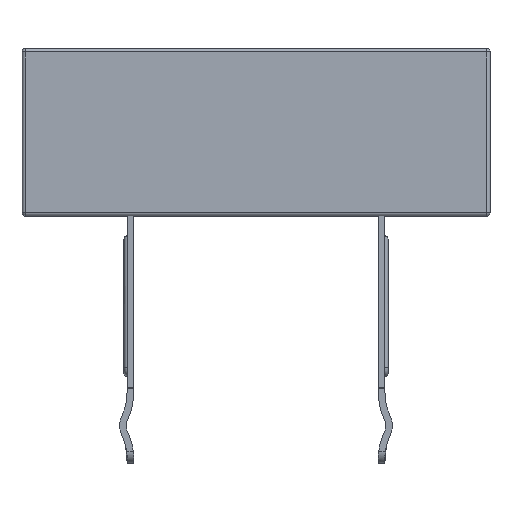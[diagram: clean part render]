
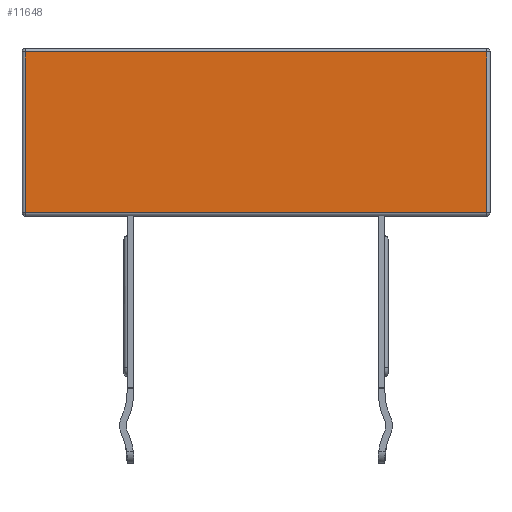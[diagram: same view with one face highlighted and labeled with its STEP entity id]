
A CAD part, top view. The second image highlights one B-rep face of the part: STEP entity #11648.
In plain terms, the highlighted planar face has unit normal (0, 0, 1).
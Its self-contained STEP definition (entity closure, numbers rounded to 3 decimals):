
#498 = ORIENTED_EDGE ( 'NONE', *, *, #21398, .T. ) ;
#985 = CARTESIAN_POINT ( 'NONE',  ( 13.8, 9.8, 5. ) ) ;
#3171 = PLANE ( 'NONE',  #10457 ) ;
#3669 = VERTEX_POINT ( 'NONE', #985 ) ;
#3976 = VERTEX_POINT ( 'NONE', #8687 ) ;
#4307 = EDGE_CURVE ( 'NONE', #3976, #3669, #6645, .T. ) ;
#4778 = CARTESIAN_POINT ( 'NONE',  ( -14., 10., 5. ) ) ;
#5445 = ORIENTED_EDGE ( 'NONE', *, *, #4307, .T. ) ;
#6645 = LINE ( 'NONE', #8620, #22612 ) ;
#6720 = DIRECTION ( 'NONE',  ( 0., -1., 0. ) ) ;
#6812 = CARTESIAN_POINT ( 'NONE',  ( -13.8, 0.2, 5. ) ) ;
#6906 = ORIENTED_EDGE ( 'NONE', *, *, #17374, .T. ) ;
#7026 = ORIENTED_EDGE ( 'NONE', *, *, #8898, .T. ) ;
#7220 = VERTEX_POINT ( 'NONE', #6812 ) ;
#7761 = CARTESIAN_POINT ( 'NONE',  ( -14., 9.8, 5. ) ) ;
#8620 = CARTESIAN_POINT ( 'NONE',  ( 13.8, 10., 5. ) ) ;
#8687 = CARTESIAN_POINT ( 'NONE',  ( 13.8, 0.2, 5. ) ) ;
#8749 = VERTEX_POINT ( 'NONE', #8951 ) ;
#8898 = EDGE_CURVE ( 'NONE', #3669, #8749, #20332, .T. ) ;
#8919 = LINE ( 'NONE', #19086, #18704 ) ;
#8951 = CARTESIAN_POINT ( 'NONE',  ( -13.8, 9.8, 5. ) ) ;
#9142 = EDGE_LOOP ( 'NONE', ( #6906, #498, #5445, #7026 ) ) ;
#10072 = FACE_OUTER_BOUND ( 'NONE', #9142, .T. ) ;
#10457 = AXIS2_PLACEMENT_3D ( 'NONE', #4778, #11795, #13522 ) ;
#10493 = CARTESIAN_POINT ( 'NONE',  ( -14., 0.2, 5. ) ) ;
#10801 = VECTOR ( 'NONE', #14801, 1000. ) ;
#11648 = ADVANCED_FACE ( 'NONE', ( #10072 ), #3171, .F. ) ;
#11795 = DIRECTION ( 'NONE',  ( 0., 0., -1. ) ) ;
#13522 = DIRECTION ( 'NONE',  ( -1., 0., 0. ) ) ;
#14801 = DIRECTION ( 'NONE',  ( -1., 0., 0. ) ) ;
#15530 = DIRECTION ( 'NONE',  ( 0., 1., 0. ) ) ;
#17374 = EDGE_CURVE ( 'NONE', #8749, #7220, #8919, .T. ) ;
#18704 = VECTOR ( 'NONE', #6720, 1000. ) ;
#19086 = CARTESIAN_POINT ( 'NONE',  ( -13.8, 10., 5. ) ) ;
#19624 = VECTOR ( 'NONE', #20884, 1000. ) ;
#20332 = LINE ( 'NONE', #7761, #10801 ) ;
#20884 = DIRECTION ( 'NONE',  ( 1., 0., 0. ) ) ;
#21398 = EDGE_CURVE ( 'NONE', #7220, #3976, #22582, .T. ) ;
#22582 = LINE ( 'NONE', #10493, #19624 ) ;
#22612 = VECTOR ( 'NONE', #15530, 1000. ) ;
